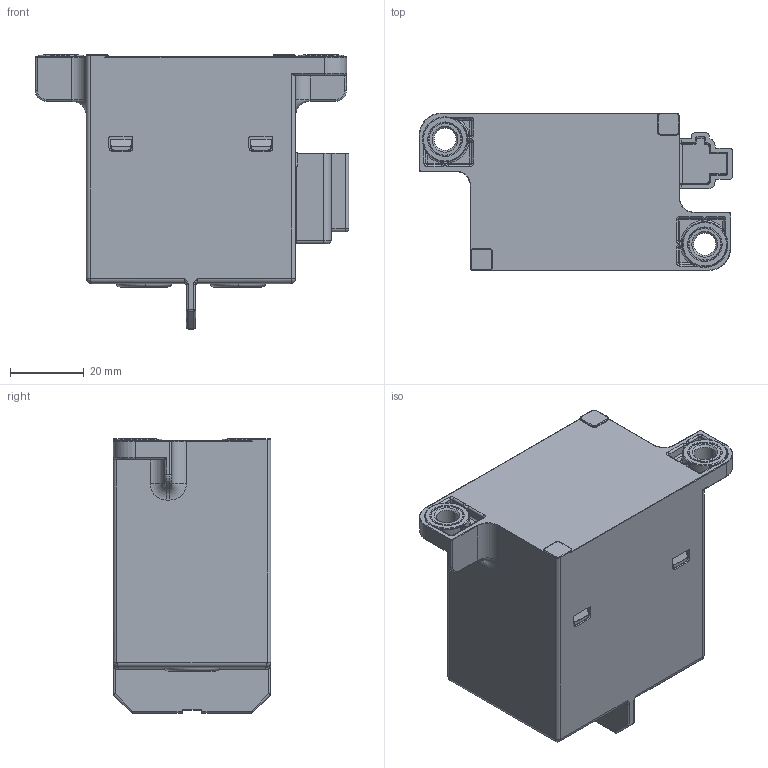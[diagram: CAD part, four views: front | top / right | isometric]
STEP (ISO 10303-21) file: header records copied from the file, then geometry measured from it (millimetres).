
FILE_DESCRIPTION (( 'STEP AP214' ), '1' );
FILE_NAME ('1-00007 250E.STEP', '2023-06-13T10:50:14', ( '' ), ( '' ), 'SwSTEP 2.0', 'SolidWorks 2022', '' );
FILE_SCHEMA (( 'AUTOMOTIVE_DESIGN' ));
Length unit declared in the file: millimetre
Products named in the file (1): 1-00007 250E
Bounding box: 85.08 x 42.75 x 74.4 mm (x, y, z)
Volume: 154487.4 mm3; surface area: 23853.6 mm2
Topology: 3 solids, 5 shells, 1203 faces, 2865 edges, 1638 vertices
Faces by surface type: cylinder 534, plane 323, torus 218, cone 46, sphere 44, bspline 38
Entity records: 48644 total; most frequent: CARTESIAN_POINT 7972, DIRECTION 6134, ORIENTED_EDGE 5602, EDGE_CURVE 2801, AXIS2_PLACEMENT_3D 2390, VERTEX_POINT 1638, VECTOR 1354, LINE 1354
